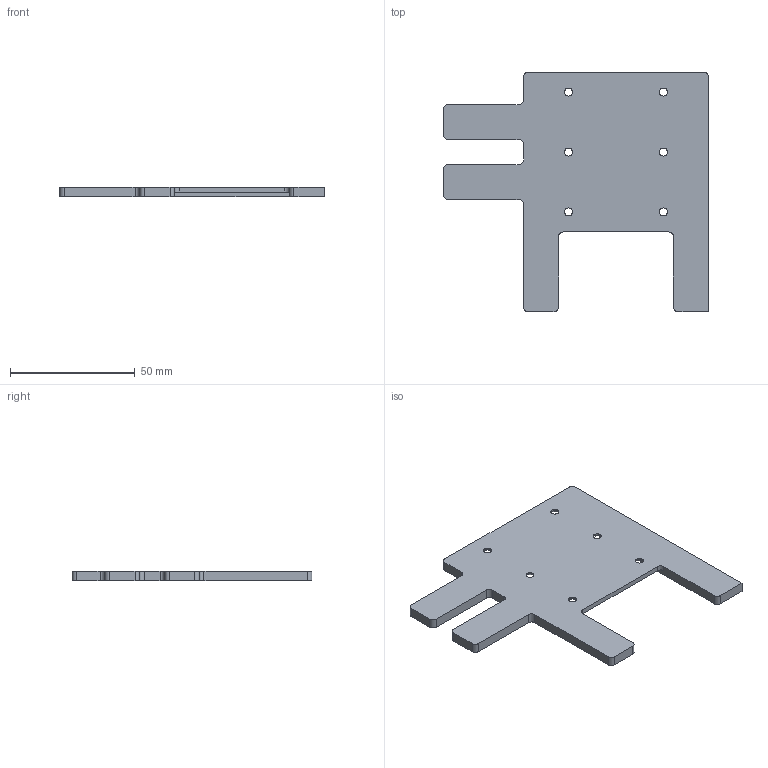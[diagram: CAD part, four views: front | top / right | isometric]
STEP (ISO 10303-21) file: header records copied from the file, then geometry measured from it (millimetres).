
FILE_DESCRIPTION (( 'STEP AP214' ), '1' );
FILE_NAME ('菁釱.STEP', '2024-02-25T08:20:20', ( '' ), ( '' ), 'SwSTEP 2.0', 'SolidWorks 2021', '' );
FILE_SCHEMA (( 'AUTOMOTIVE_DESIGN' ));
Length unit declared in the file: millimetre
Products named in the file (1): 菁釱
Bounding box: 106 x 96 x 4 mm (x, y, z)
Volume: 15690.1 mm3; surface area: 17157.7 mm2
Topology: 1 solids, 1 shells, 89 faces, 231 edges, 150 vertices
Faces by surface type: plane 50, cylinder 27, cone 12
Entity records: 2773 total; most frequent: DIRECTION 477, CARTESIAN_POINT 471, ORIENTED_EDGE 462, EDGE_CURVE 231, VECTOR 165, LINE 165, AXIS2_PLACEMENT_3D 156, VERTEX_POINT 150
